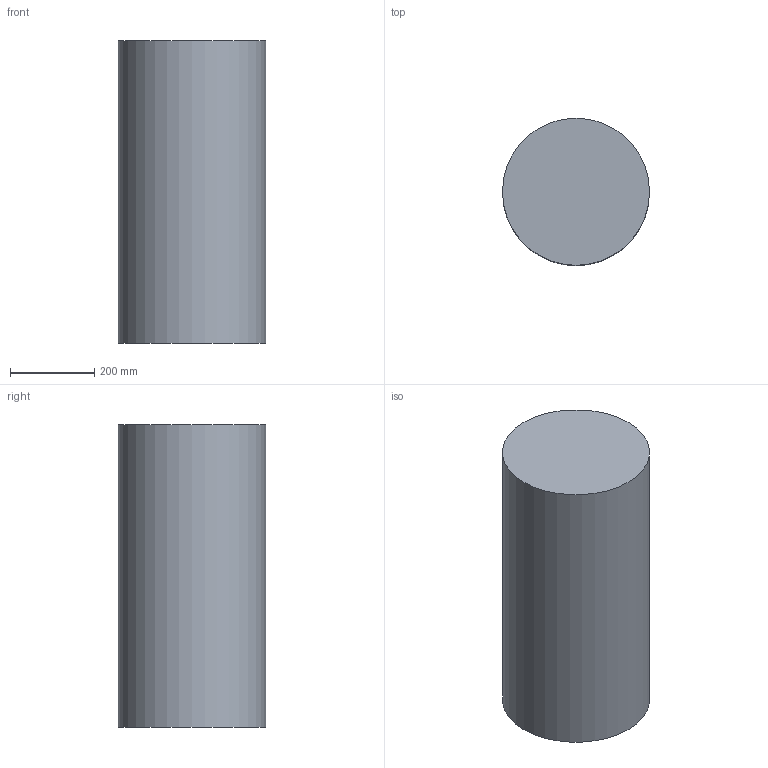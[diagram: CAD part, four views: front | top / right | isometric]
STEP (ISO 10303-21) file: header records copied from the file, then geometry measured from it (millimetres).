
FILE_DESCRIPTION( ( 'Unknown' ), '1' );
FILE_NAME( '20140909volcontrolv1.stp', 'Unknown', ( 'Unknown' ), ( 'Unknown' ), 'PSStep 16.0.42', 'Unknown', ' ' );
FILE_SCHEMA( ( 'AUTOMOTIVE_DESIGN { 1 0 10303 214 1 1 1 1 }' ) );
Length unit declared in the file: millimetre
Products named in the file (1): 1
Bounding box: 350 x 350 x 720.84 mm (x, y, z)
Volume: 69345364.8 mm3; surface area: 996859.1 mm2
Topology: 1 solids, 2 shells, 37 faces, 90 edges, 60 vertices
Faces by surface type: bspline 32, plane 3, cylinder 2
Full cylindrical faces by diameter (mm): 3.967 x1, 350 x1
Entity records: 6230 total; most frequent: CARTESIAN_POINT 5262, ORIENTED_EDGE 176, EDGE_CURVE 88, VERTEX_POINT 60, B_SPLINE_CURVE_WITH_KNOTS 60, DIRECTION 48, EDGE_LOOP 42, FACE_OUTER_BOUND 39
